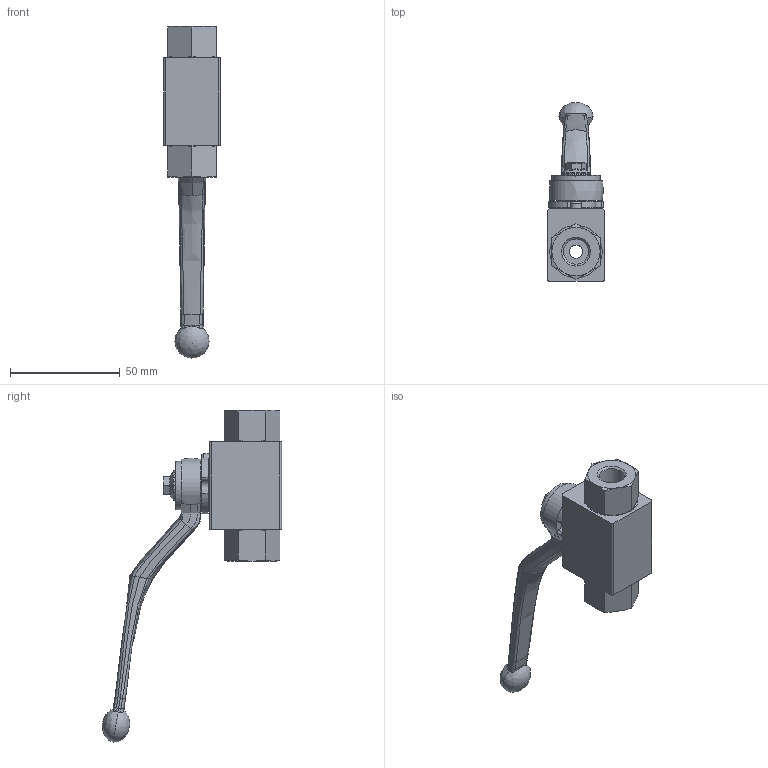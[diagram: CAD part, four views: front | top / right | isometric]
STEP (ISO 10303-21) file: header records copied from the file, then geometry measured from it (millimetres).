
FILE_DESCRIPTION((''),'2;1');
FILE_NAME('TP_17401.stp','2011-05-24T13:11:44',('jmartin'),(''),'Autodesk Inventor 2010','Autodesk Inventor 2010','');
FILE_SCHEMA(('AUTOMOTIVE_DESIGN { 1 0 10303 214 1 1 1 1 }'));
Length unit declared in the file: millimetre
Products named in the file (1): TP_17401
Bounding box: 26 x 81.78 x 151.57 mm (x, y, z)
Volume: 58168.9 mm3; surface area: 18465.1 mm2
Topology: 4 solids, 4 shells, 714 faces, 1887 edges, 1219 vertices
Faces by surface type: plane 451, bspline 190, cylinder 42, cone 26, torus 5
Full cylindrical faces by diameter (mm): 5 x2, 6 x1, 11.45 x2, 13.4 x2, 13.5 x1, 22 x1, 24 x1
Entity records: 27006 total; most frequent: CARTESIAN_POINT 10915, ORIENTED_EDGE 3690, DIRECTION 2594, EDGE_CURVE 1845, VERTEX_POINT 1209, VECTOR 1172, LINE 1172, EDGE_LOOP 804
